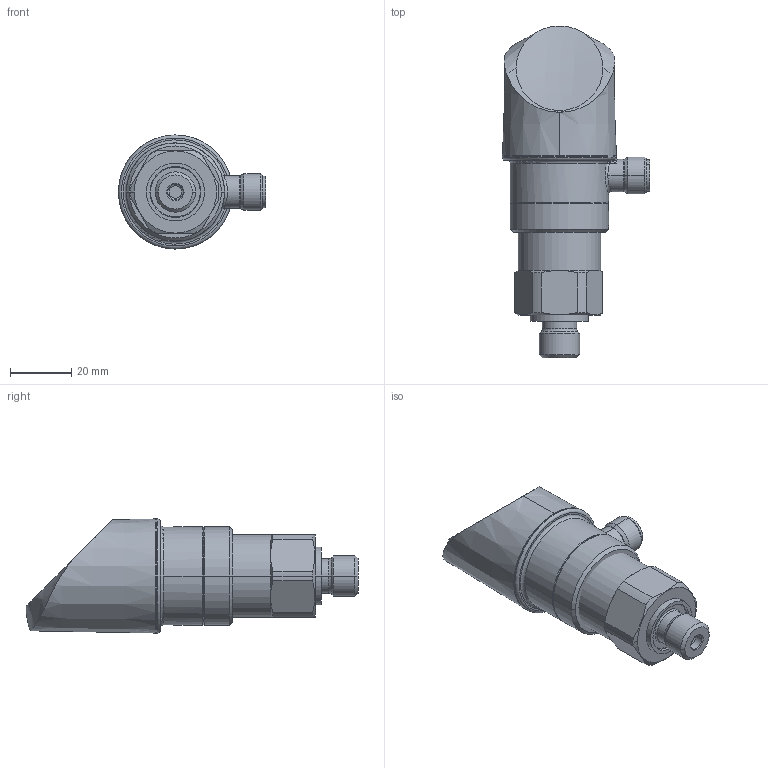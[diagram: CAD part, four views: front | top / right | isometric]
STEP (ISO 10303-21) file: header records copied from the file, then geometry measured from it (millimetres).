
FILE_DESCRIPTION (( 'STEP AP214' ), '1' );
FILE_NAME ('8381.XX.XX.17.35.STEP', '2017-06-27T07:39:13', ( 'upgadmin' ), ( 'Hewlett-Packard Company' ), 'SwSTEP 2.0', 'SolidWorks 2016', '' );
FILE_SCHEMA (( 'AUTOMOTIVE_DESIGN' ));
Length unit declared in the file: millimetre
Products named in the file (5): C26834_17; Display-5Pol; 8381.XX.XX.17.35
Assembly tree (2 placements, depth 2):
  Display-5Pol
  C26834_17
  8381.XX.XX.17.35
    C26834_17
    Display-5Pol
Bounding box: 48 x 108.24 x 37.2 mm (x, y, z)
Volume: 70563.7 mm3; surface area: 15012.4 mm2
Topology: 2 solids, 2 shells, 170 faces, 383 edges, 226 vertices
Faces by surface type: cylinder 58, cone 33, plane 32, torus 28, bspline 17, sphere 2
Entity records: 8273 total; most frequent: CARTESIAN_POINT 3563, DIRECTION 817, ORIENTED_EDGE 758, EDGE_CURVE 379, AXIS2_PLACEMENT_3D 356, VERTEX_POINT 226, CIRCLE 197, EDGE_LOOP 185
